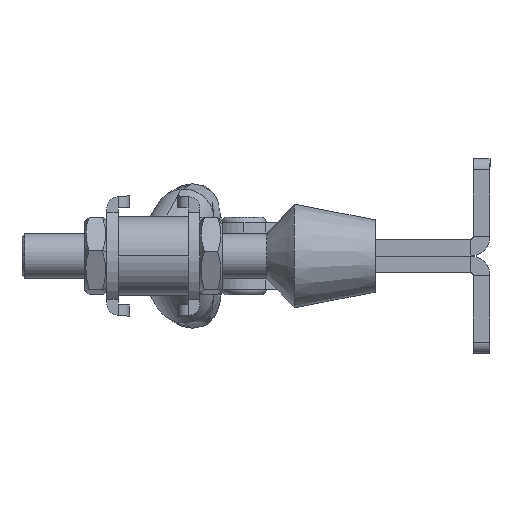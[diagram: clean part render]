
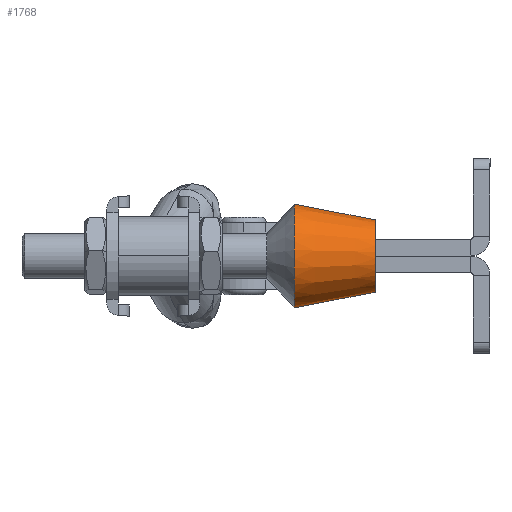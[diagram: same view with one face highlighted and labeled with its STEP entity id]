
A CAD part, left-side view. The second image highlights one B-rep face of the part: STEP entity #1768.
In plain terms, the highlighted conical face has half-angle 11 degrees and reference radius 6.5 mm.
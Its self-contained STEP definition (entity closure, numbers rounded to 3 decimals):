
#1768 = ADVANCED_FACE ( 'NONE', ( #15316 ), #15293, .T. ) ;
#3342 = AXIS2_PLACEMENT_3D ( 'NONE', #31790, #31797, #31926 ) ;
#3587 = EDGE_CURVE ( 'NONE', #17473, #17469, #9493, .T. ) ;
#3604 = EDGE_CURVE ( 'NONE', #17472, #17468, #9485, .T. ) ;
#3612 = EDGE_CURVE ( 'NONE', #17472, #17473, #9480, .T. ) ;
#3615 = EDGE_CURVE ( 'NONE', #17468, #17469, #9479, .T. ) ;
#6401 = CARTESIAN_POINT ( 'NONE',  ( 0., 0., -6.5 ) ) ;
#6402 = CARTESIAN_POINT ( 'NONE',  ( 0., 0., 6.5 ) ) ;
#6428 = CARTESIAN_POINT ( 'NONE',  ( 0., 14.534, -9.325 ) ) ;
#6443 = CARTESIAN_POINT ( 'NONE',  ( 0., 14.534, 9.325 ) ) ;
#9479 = CIRCLE ( 'NONE', #11921, 9.325 ) ;
#9480 = CIRCLE ( 'NONE', #11920, 6.5 ) ;
#9483 = VECTOR ( 'NONE', #16760, 1000. ) ;
#9485 = LINE ( 'NONE', #16752, #9483 ) ;
#9489 = VECTOR ( 'NONE', #16776, 1000. ) ;
#9493 = LINE ( 'NONE', #16771, #9489 ) ;
#11920 = AXIS2_PLACEMENT_3D ( 'NONE', #16716, #16714, #16712 ) ;
#11921 = AXIS2_PLACEMENT_3D ( 'NONE', #16709, #16706, #16704 ) ;
#15293 = CONICAL_SURFACE ( 'NONE', #3342, 6.5, 0.192 ) ;
#15316 = FACE_OUTER_BOUND ( 'NONE', #19118, .T. ) ;
#16704 = DIRECTION ( 'NONE',  ( 0., 0., -1. ) ) ;
#16706 = DIRECTION ( 'NONE',  ( 0., -1., 0. ) ) ;
#16709 = CARTESIAN_POINT ( 'NONE',  ( 0., 14.534, 0. ) ) ;
#16712 = DIRECTION ( 'NONE',  ( 0., 0., -1. ) ) ;
#16714 = DIRECTION ( 'NONE',  ( 0., -1., 0. ) ) ;
#16716 = CARTESIAN_POINT ( 'NONE',  ( 0., 0., 0. ) ) ;
#16752 = CARTESIAN_POINT ( 'NONE',  ( 0., 0., 6.5 ) ) ;
#16760 = DIRECTION ( 'NONE',  ( 0., 0.982, 0.191 ) ) ;
#16771 = CARTESIAN_POINT ( 'NONE',  ( 0., 0., -6.5 ) ) ;
#16776 = DIRECTION ( 'NONE',  ( 0., 0.982, -0.191 ) ) ;
#17468 = VERTEX_POINT ( 'NONE', #6443 ) ;
#17469 = VERTEX_POINT ( 'NONE', #6428 ) ;
#17472 = VERTEX_POINT ( 'NONE', #6402 ) ;
#17473 = VERTEX_POINT ( 'NONE', #6401 ) ;
#19118 = EDGE_LOOP ( 'NONE', ( #29480, #29479, #29478, #29477 ) ) ;
#29477 = ORIENTED_EDGE ( 'NONE', *, *, #3615, .T. ) ;
#29478 = ORIENTED_EDGE ( 'NONE', *, *, #3604, .T. ) ;
#29479 = ORIENTED_EDGE ( 'NONE', *, *, #3612, .F. ) ;
#29480 = ORIENTED_EDGE ( 'NONE', *, *, #3587, .F. ) ;
#31790 = CARTESIAN_POINT ( 'NONE',  ( 0., 0., 0. ) ) ;
#31797 = DIRECTION ( 'NONE',  ( 0., 1., 0. ) ) ;
#31926 = DIRECTION ( 'NONE',  ( 0., 0., 1. ) ) ;
